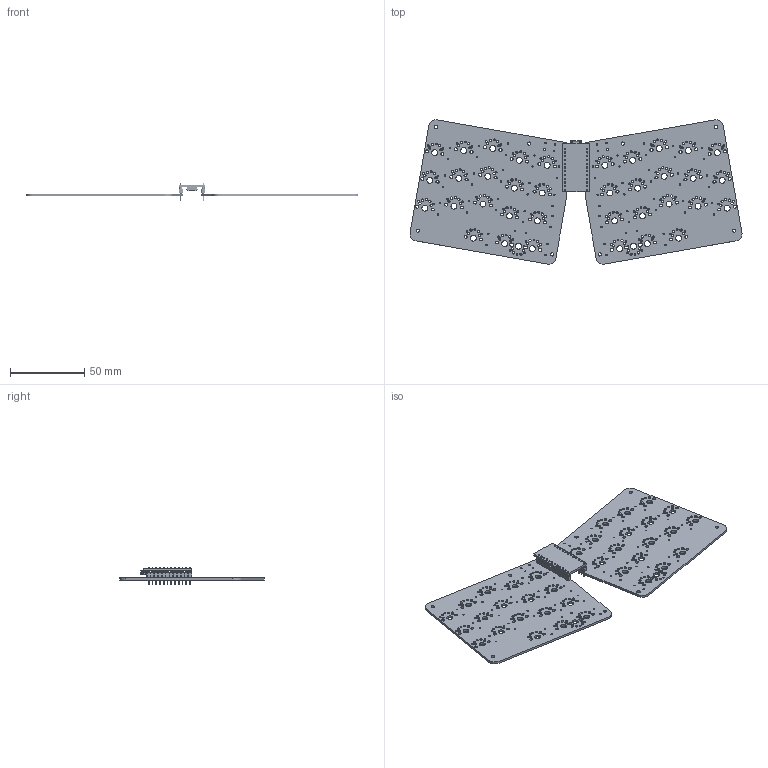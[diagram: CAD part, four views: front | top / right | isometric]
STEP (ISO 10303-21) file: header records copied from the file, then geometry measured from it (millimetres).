
FILE_DESCRIPTION(/* description */ (''),/* implementation_level */ '2;1');
FILE_NAME(/* name */ 'lebroke.step',/* time_stamp */ '2025-07-09T09:32:12-06:00',/* author */ (''),/* organization */ (''),/* preprocessor_version */ 'ST-DEVELOPER v20.1',/* originating_system */ 'Autodesk Translation Framework v14.10.0.0',/* authorisation */ '');
FILE_SCHEMA (('AUTOMOTIVE_DESIGN { 1 0 10303 214 3 1 1 }'));
Length unit declared in the file: millimetre
Products named in the file (13): lebroke; le broke 1; le broke 1_1; le broke_PCB; ARDUINO PRO MICRO; micro board; micro usb; micro usb shell; micro usb internal; micro usb contact; MICRO_stackable header 12; MICRO_stackable header 12_1; MICRO_stackable header pin
Assembly tree (29 placements, depth 4):
  lebroke
    le broke 1
      le broke_PCB
    le broke 1_1
      le broke_PCB
    ARDUINO PRO MICRO
      micro board
      MICRO_stackable header 12  x2
        MICRO_stackable header 12_1
        MICRO_stackable header pin
      micro usb
        micro usb shell
        micro usb internal
        micro usb contact  x5
Bounding box: 224.12 x 97.46 x 11.9 mm (x, y, z)
Volume: 24385.8 mm3; surface area: 38613.3 mm2
Topology: 36 solids, 36 shells, 1512 faces, 4015 edges, 2620 vertices
Faces by surface type: cylinder 871, plane 495, torus 48, sphere 48, cone 26, bspline 24
Full cylindrical faces by diameter (mm): 0.45 x2, 0.5 x48, 0.9 x96, 1 x24, 1.1 x8, 1.2 x114, 1.35 x48, 1.524 x152, 1.7 x24, 2.2 x8, 3.988 x38
Entity records: 29034 total; most frequent: CARTESIAN_POINT 5317, DIRECTION 5039, ORIENTED_EDGE 4518, EDGE_CURVE 2259, AXIS2_PLACEMENT_3D 1916, VERTEX_POINT 1466, EDGE_LOOP 1423, LINE 1207
